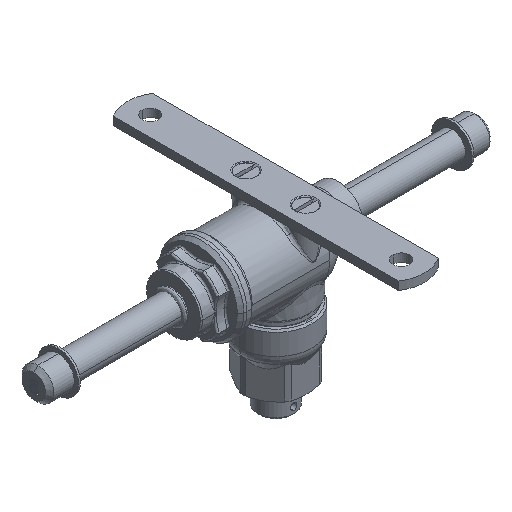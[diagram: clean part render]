
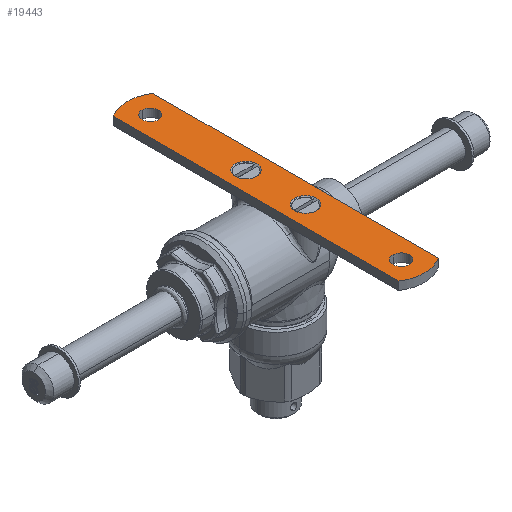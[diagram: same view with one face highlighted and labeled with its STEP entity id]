
A CAD part, isometric view. The second image highlights one B-rep face of the part: STEP entity #19443.
In plain terms, the highlighted planar face has unit normal (0, 0, 1).
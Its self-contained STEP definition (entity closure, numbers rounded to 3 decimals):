
#19130=CARTESIAN_POINT('',(-34.,0.,1.25));
#19131=DIRECTION('',(0.,0.,1.));
#19132=DIRECTION('',(-0.838,0.545,0.));
#19133=AXIS2_PLACEMENT_3D('',#19130,#19131,#19132);
#19135=DIRECTION('',(-1.,0.,0.));
#19136=VECTOR('',#19135,86.439);
#19137=CARTESIAN_POINT('',(43.22,6.,1.25));
#19138=LINE('',#19137,#19136);
#19139=CARTESIAN_POINT('',(34.,0.,1.25));
#19140=DIRECTION('',(0.,0.,1.));
#19141=DIRECTION('',(0.838,-0.545,0.));
#19142=AXIS2_PLACEMENT_3D('',#19139,#19140,#19141);
#19144=DIRECTION('',(1.,0.,0.));
#19145=VECTOR('',#19144,86.439);
#19146=CARTESIAN_POINT('',(-43.22,-6.,1.25));
#19147=LINE('',#19146,#19145);
#19148=CARTESIAN_POINT('',(-38.,0.,1.25));
#19149=DIRECTION('',(0.,0.,-1.));
#19150=DIRECTION('',(-1.,0.,0.));
#19151=AXIS2_PLACEMENT_3D('',#19148,#19149,#19150);
#19153=CARTESIAN_POINT('',(-38.,0.,1.25));
#19154=DIRECTION('',(0.,0.,-1.));
#19155=DIRECTION('',(1.,0.,0.));
#19156=AXIS2_PLACEMENT_3D('',#19153,#19154,#19155);
#19158=CARTESIAN_POINT('',(38.,0.,1.25));
#19159=DIRECTION('',(0.,0.,-1.));
#19160=DIRECTION('',(-1.,0.,0.));
#19161=AXIS2_PLACEMENT_3D('',#19158,#19159,#19160);
#19163=CARTESIAN_POINT('',(38.,0.,1.25));
#19164=DIRECTION('',(0.,0.,-1.));
#19165=DIRECTION('',(1.,0.,0.));
#19166=AXIS2_PLACEMENT_3D('',#19163,#19164,#19165);
#19168=CARTESIAN_POINT('',(-9.,0.,1.25));
#19169=DIRECTION('',(0.,0.,-1.));
#19170=DIRECTION('',(-1.,0.,0.));
#19171=AXIS2_PLACEMENT_3D('',#19168,#19169,#19170);
#19173=CARTESIAN_POINT('',(-9.,0.,1.25));
#19174=DIRECTION('',(0.,0.,-1.));
#19175=DIRECTION('',(1.,0.,0.));
#19176=AXIS2_PLACEMENT_3D('',#19173,#19174,#19175);
#19178=CARTESIAN_POINT('',(9.,0.,1.25));
#19179=DIRECTION('',(0.,0.,1.));
#19180=DIRECTION('',(1.,0.,0.));
#19181=AXIS2_PLACEMENT_3D('',#19178,#19179,#19180);
#19183=CARTESIAN_POINT('',(9.,0.,1.25));
#19184=DIRECTION('',(0.,0.,1.));
#19185=DIRECTION('',(-1.,0.,0.));
#19186=AXIS2_PLACEMENT_3D('',#19183,#19184,#19185);
#19264=CARTESIAN_POINT('',(-43.22,6.,1.25));
#19265=CARTESIAN_POINT('',(-43.22,-6.,1.25));
#19266=VERTEX_POINT('',#19264);
#19267=VERTEX_POINT('',#19265);
#19268=CARTESIAN_POINT('',(43.22,-6.,1.25));
#19269=VERTEX_POINT('',#19268);
#19270=CARTESIAN_POINT('',(43.22,6.,1.25));
#19271=VERTEX_POINT('',#19270);
#19276=CARTESIAN_POINT('',(-40.5,0.,1.25));
#19277=CARTESIAN_POINT('',(-35.5,0.,1.25));
#19278=VERTEX_POINT('',#19276);
#19279=VERTEX_POINT('',#19277);
#19284=CARTESIAN_POINT('',(35.5,0.,1.25));
#19285=CARTESIAN_POINT('',(40.5,0.,1.25));
#19286=VERTEX_POINT('',#19284);
#19287=VERTEX_POINT('',#19285);
#19296=CARTESIAN_POINT('',(-12.3,0.,1.25));
#19297=CARTESIAN_POINT('',(-5.7,0.,1.25));
#19298=VERTEX_POINT('',#19296);
#19299=VERTEX_POINT('',#19297);
#19304=CARTESIAN_POINT('',(12.3,0.,1.25));
#19306=VERTEX_POINT('',#19304);
#19308=CARTESIAN_POINT('',(5.7,0.,1.25));
#19310=VERTEX_POINT('',#19308);
#19408=CARTESIAN_POINT('',(0.,0.,1.25));
#19409=DIRECTION('',(0.,0.,1.));
#19410=DIRECTION('',(1.,0.,0.));
#19411=AXIS2_PLACEMENT_3D('',#19408,#19409,#19410);
#19412=PLANE('',#19411);
#19413=ORIENTED_EDGE('',*,*,#19360,.F.);
#19414=ORIENTED_EDGE('',*,*,#19375,.F.);
#19415=ORIENTED_EDGE('',*,*,#19389,.F.);
#19416=ORIENTED_EDGE('',*,*,#19402,.F.);
#19417=EDGE_LOOP('',(#19413,#19414,#19415,#19416));
#19418=FACE_OUTER_BOUND('',#19417,.F.);
#19420=ORIENTED_EDGE('',*,*,#19419,.F.);
#19422=ORIENTED_EDGE('',*,*,#19421,.F.);
#19423=EDGE_LOOP('',(#19420,#19422));
#19424=FACE_BOUND('',#19423,.F.);
#19426=ORIENTED_EDGE('',*,*,#19425,.F.);
#19428=ORIENTED_EDGE('',*,*,#19427,.F.);
#19429=EDGE_LOOP('',(#19426,#19428));
#19430=FACE_BOUND('',#19429,.F.);
#19432=ORIENTED_EDGE('',*,*,#19431,.F.);
#19434=ORIENTED_EDGE('',*,*,#19433,.F.);
#19435=EDGE_LOOP('',(#19432,#19434));
#19436=FACE_BOUND('',#19435,.F.);
#19438=ORIENTED_EDGE('',*,*,#19437,.T.);
#19440=ORIENTED_EDGE('',*,*,#19439,.T.);
#19441=EDGE_LOOP('',(#19438,#19440));
#19442=FACE_BOUND('',#19441,.F.);
#19443=ADVANCED_FACE('',(#19418,#19424,#19430,#19436,#19442),#19412,.T.);
#19134=CIRCLE('',#19133,11.);
#19143=CIRCLE('',#19142,11.);
#19152=CIRCLE('',#19151,2.5);
#19157=CIRCLE('',#19156,2.5);
#19162=CIRCLE('',#19161,2.5);
#19167=CIRCLE('',#19166,2.5);
#19172=CIRCLE('',#19171,3.3);
#19177=CIRCLE('',#19176,3.3);
#19182=CIRCLE('',#19181,3.3);
#19187=CIRCLE('',#19186,3.3);
#19360=EDGE_CURVE('',#19266,#19267,#19134,.T.);
#19375=EDGE_CURVE('',#19271,#19266,#19138,.T.);
#19389=EDGE_CURVE('',#19269,#19271,#19143,.T.);
#19402=EDGE_CURVE('',#19267,#19269,#19147,.T.);
#19419=EDGE_CURVE('',#19278,#19279,#19152,.T.);
#19421=EDGE_CURVE('',#19279,#19278,#19157,.T.);
#19425=EDGE_CURVE('',#19286,#19287,#19162,.T.);
#19427=EDGE_CURVE('',#19287,#19286,#19167,.T.);
#19431=EDGE_CURVE('',#19298,#19299,#19172,.T.);
#19433=EDGE_CURVE('',#19299,#19298,#19177,.T.);
#19437=EDGE_CURVE('',#19306,#19310,#19182,.T.);
#19439=EDGE_CURVE('',#19310,#19306,#19187,.T.);
